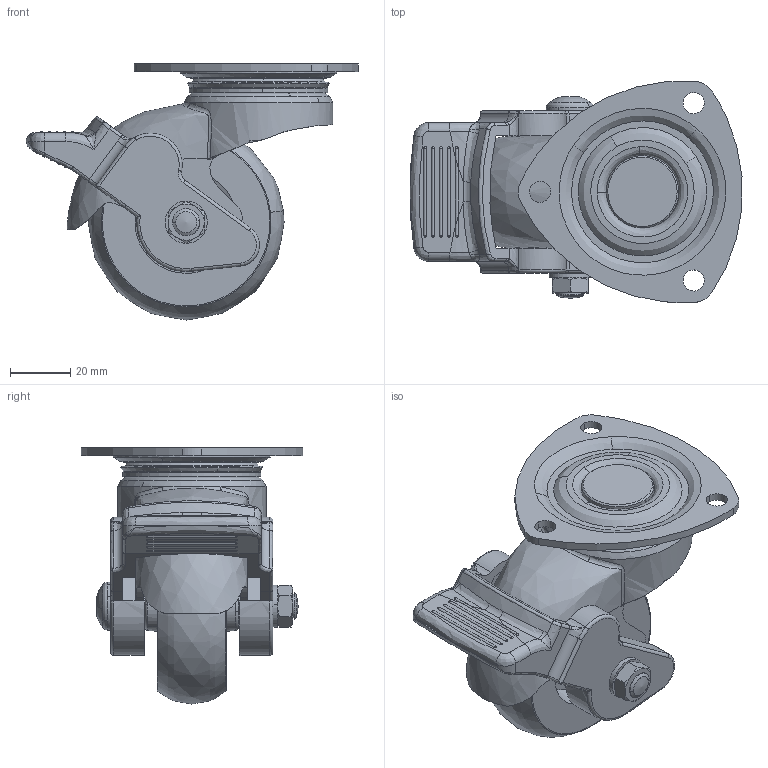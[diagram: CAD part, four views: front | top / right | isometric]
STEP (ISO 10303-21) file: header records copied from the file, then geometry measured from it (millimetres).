
FILE_DESCRIPTION((''),'2;1');
FILE_NAME('','2005-12-16T16:25:21',(''),(''),'','CADfix','');
FILE_SCHEMA(('AUTOMOTIVE_DESIGN'));
Length unit declared in the file: millimetre
Products named in the file (7): lever; wheel; mounting plate; main shaft; body; axle; No_105G_NS_B_7447_36
Assembly tree (6 placements, depth 2):
  No_105G_NS_B_7447_36
    lever
    wheel
    mounting plate
    main shaft
    body
    axle
Bounding box: 110.18 x 73.49 x 85 mm (x, y, z)
Volume: 137353.2 mm3; surface area: 56556.8 mm2
Topology: 6 solids, 6 shells, 381 faces, 1107 edges, 760 vertices
Faces by surface type: bspline 381
Entity records: 18134 total; most frequent: CARTESIAN_POINT 12071, ORIENTED_EDGE 2206, EDGE_CURVE 1103, VERTEX_POINT 760, EDGE_LOOP 427, FACE_OUTER_BOUND 381, ADVANCED_FACE 381, QUASI_UNIFORM_CURVE 297
